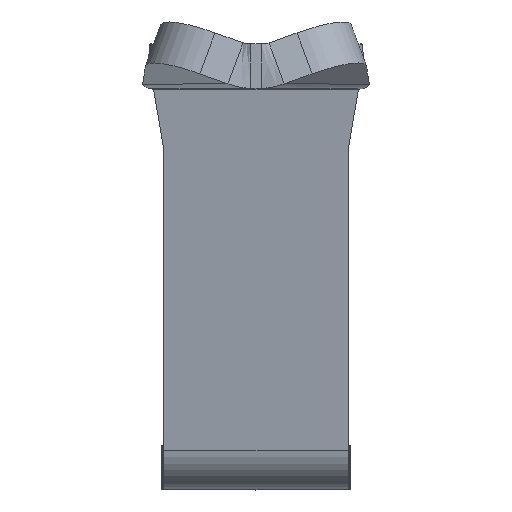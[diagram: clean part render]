
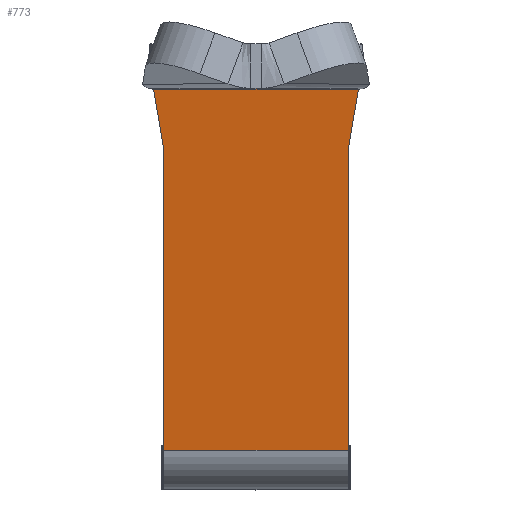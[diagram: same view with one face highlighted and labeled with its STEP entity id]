
A CAD part, top view. The second image highlights one B-rep face of the part: STEP entity #773.
In plain terms, the highlighted planar face has unit normal (0, -0.131, 0.991).
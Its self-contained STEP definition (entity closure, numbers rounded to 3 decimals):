
#9 = CARTESIAN_POINT ( 'NONE',  ( 9.199, 31.957, 20.786 ) ) ;
#29 = EDGE_CURVE ( 'NONE', #460, #819, #1311, .T. ) ;
#43 = DIRECTION ( 'NONE',  ( 0., -0.991, -0.131 ) ) ;
#48 = VECTOR ( 'NONE', #766, 1000. ) ;
#81 = ORIENTED_EDGE ( 'NONE', *, *, #1318, .F. ) ;
#97 = ORIENTED_EDGE ( 'NONE', *, *, #537, .T. ) ;
#102 = VERTEX_POINT ( 'NONE', #909 ) ;
#108 = EDGE_CURVE ( 'NONE', #310, #1399, #543, .T. ) ;
#130 = CARTESIAN_POINT ( 'NONE',  ( -8.305, 26.619, 20.083 ) ) ;
#163 = VERTEX_POINT ( 'NONE', #816 ) ;
#256 = CARTESIAN_POINT ( 'NONE',  ( -4.55, 24.851, 19.85 ) ) ;
#289 = CARTESIAN_POINT ( 'NONE',  ( 8.305, -0.479, 16.515 ) ) ;
#293 = ORIENTED_EDGE ( 'NONE', *, *, #837, .T. ) ;
#310 = VERTEX_POINT ( 'NONE', #616 ) ;
#345 = EDGE_CURVE ( 'NONE', #163, #1399, #757, .T. ) ;
#368 = VECTOR ( 'NONE', #388, 1000. ) ;
#381 = DIRECTION ( 'NONE',  ( 0., -0.991, -0.131 ) ) ;
#388 = DIRECTION ( 'NONE',  ( -1., 0., 0. ) ) ;
#416 = LINE ( 'NONE', #532, #1079 ) ;
#460 = VERTEX_POINT ( 'NONE', #289 ) ;
#475 = AXIS2_PLACEMENT_3D ( 'NONE', #256, #1525, #381 ) ;
#500 = ORIENTED_EDGE ( 'NONE', *, *, #108, .T. ) ;
#532 = CARTESIAN_POINT ( 'NONE',  ( -8.305, 26.619, 20.083 ) ) ;
#537 = EDGE_CURVE ( 'NONE', #163, #102, #416, .T. ) ;
#543 = LINE ( 'NONE', #1183, #368 ) ;
#606 = EDGE_LOOP ( 'NONE', ( #1256, #81, #500, #760, #97, #293 ) ) ;
#616 = CARTESIAN_POINT ( 'NONE',  ( 9.199, 31.957, 20.786 ) ) ;
#649 = DIRECTION ( 'NONE',  ( 0., 0.991, 0.131 ) ) ;
#659 = VECTOR ( 'NONE', #649, 1000. ) ;
#736 = LINE ( 'NONE', #1268, #878 ) ;
#757 = LINE ( 'NONE', #130, #1485 ) ;
#760 = ORIENTED_EDGE ( 'NONE', *, *, #345, .F. ) ;
#766 = DIRECTION ( 'NONE',  ( -0.164, -0.978, -0.129 ) ) ;
#773 = ADVANCED_FACE ( 'NONE', ( #1534 ), #1264, .T. ) ;
#816 = CARTESIAN_POINT ( 'NONE',  ( -8.305, 26.619, 20.083 ) ) ;
#819 = VERTEX_POINT ( 'NONE', #1277 ) ;
#837 = EDGE_CURVE ( 'NONE', #102, #460, #736, .T. ) ;
#878 = VECTOR ( 'NONE', #1015, 1000. ) ;
#909 = CARTESIAN_POINT ( 'NONE',  ( -8.305, -0.479, 16.515 ) ) ;
#1015 = DIRECTION ( 'NONE',  ( 1., 0., 0. ) ) ;
#1019 = DIRECTION ( 'NONE',  ( -0.164, 0.978, 0.129 ) ) ;
#1050 = CARTESIAN_POINT ( 'NONE',  ( -9.199, 31.957, 20.786 ) ) ;
#1053 = CARTESIAN_POINT ( 'NONE',  ( 8.305, -0.479, 16.515 ) ) ;
#1079 = VECTOR ( 'NONE', #43, 1000. ) ;
#1183 = CARTESIAN_POINT ( 'NONE',  ( -4.55, 31.957, 20.786 ) ) ;
#1256 = ORIENTED_EDGE ( 'NONE', *, *, #29, .T. ) ;
#1264 = PLANE ( 'NONE',  #475 ) ;
#1268 = CARTESIAN_POINT ( 'NONE',  ( -4.55, -0.479, 16.515 ) ) ;
#1277 = CARTESIAN_POINT ( 'NONE',  ( 8.305, 26.619, 20.083 ) ) ;
#1311 = LINE ( 'NONE', #1053, #659 ) ;
#1318 = EDGE_CURVE ( 'NONE', #310, #819, #1413, .T. ) ;
#1399 = VERTEX_POINT ( 'NONE', #1050 ) ;
#1413 = LINE ( 'NONE', #9, #48 ) ;
#1485 = VECTOR ( 'NONE', #1019, 1000. ) ;
#1525 = DIRECTION ( 'NONE',  ( 0., -0.131, 0.991 ) ) ;
#1534 = FACE_OUTER_BOUND ( 'NONE', #606, .T. ) ;
